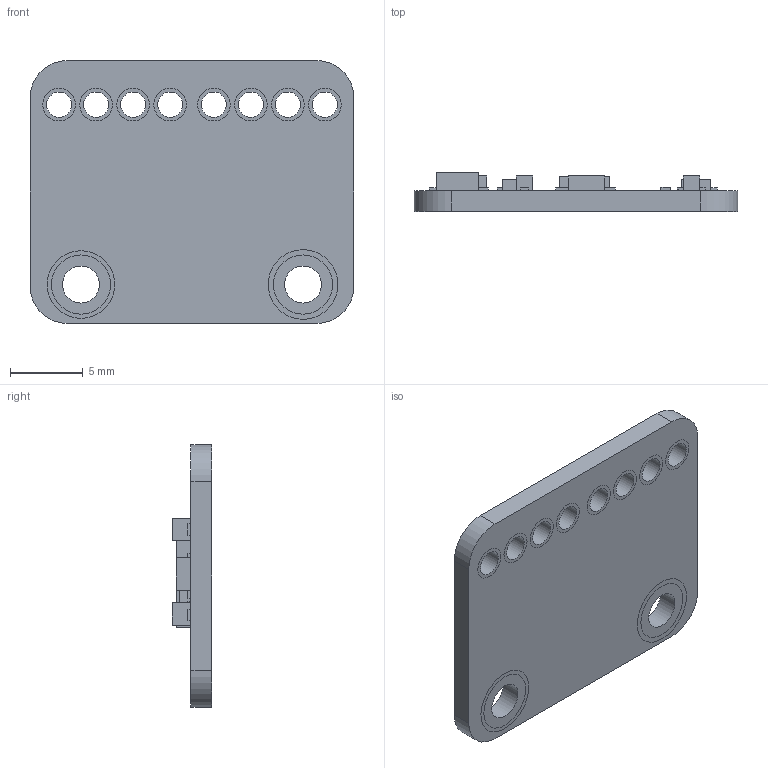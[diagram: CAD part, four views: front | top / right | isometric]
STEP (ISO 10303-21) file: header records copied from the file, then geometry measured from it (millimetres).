
FILE_DESCRIPTION(('HOOPS Exchange Step'),'2;1');
FILE_NAME('974fc2dadc420bb8e849f75f25cf5d2320210713-1-1fybkkk.SLDPRT.step','2021-07-13T09:11:00+00:00',('root'),('Unknown organisation'),'HOOPS Exchange 2021.0','HOOPS Exchange','Unknown authorisation');
FILE_SCHEMA( ('AUTOMOTIVE_DESIGN { 1 0 10303 214 1 1 1 1 }') );
Length unit declared in the file: inch
Products named in the file (2): Default; 974fc2dadc420bb8e849f75f25cf5d2320210713-1-1fybkkk
Assembly tree (1 placements, depth 2):
  974fc2dadc420bb8e849f75f25cf5d2320210713-1-1fybkkk
    Default
Bounding box: 22.23 x 2.69 x 18.03 mm (x, y, z)
Volume: 572.2 mm3; surface area: 1019.1 mm2
Topology: 1 solids, 1 shells, 251 faces, 671 edges, 457 vertices
Faces by surface type: plane 237, cylinder 14
Full cylindrical faces by diameter (mm): 1.731 x8, 2.54 x2
Entity records: 7982 total; most frequent: CARTESIAN_POINT 1382, ORIENTED_EDGE 1342, DIRECTION 1236, EDGE_CURVE 671, VECTOR 614, LINE 614, VERTEX_POINT 457, AXIS2_PLACEMENT_3D 311
